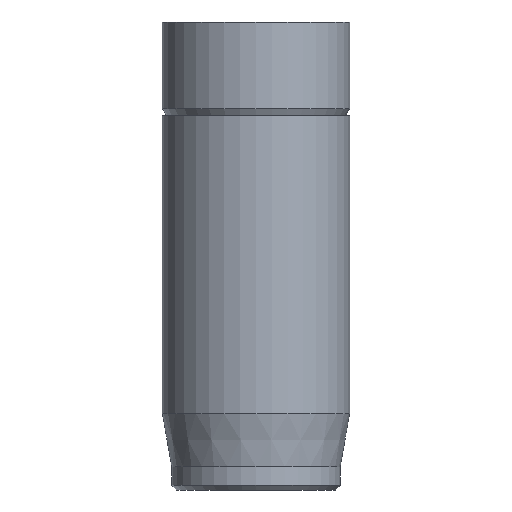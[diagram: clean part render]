
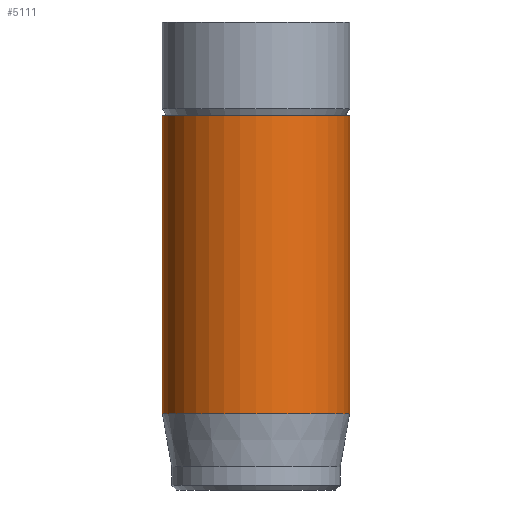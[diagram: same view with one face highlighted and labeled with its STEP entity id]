
A CAD part, front view. The second image highlights one B-rep face of the part: STEP entity #5111.
In plain terms, the highlighted cylindrical face has radius 4 mm (diameter 8 mm), a full revolution.
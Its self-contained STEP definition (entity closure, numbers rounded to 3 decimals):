
#694=CYLINDRICAL_SURFACE('',#5479,4.);
#707=FACE_OUTER_BOUND('',#1004,.T.);
#1004=EDGE_LOOP('',(#3545,#3546,#3547,#3548,#3549));
#1321=LINE('',#6355,#1740);
#1740=VECTOR('',#5661,4.);
#2156=CIRCLE('',#5461,4.);
#2165=CIRCLE('',#5477,4.);
#2166=CIRCLE('',#5478,4.);
#2178=VERTEX_POINT('',#6319);
#2187=VERTEX_POINT('',#6349);
#2188=VERTEX_POINT('',#6350);
#2710=EDGE_CURVE('',#2178,#2178,#2156,.T.);
#2724=EDGE_CURVE('',#2187,#2188,#2165,.T.);
#2725=EDGE_CURVE('',#2188,#2187,#2166,.T.);
#2727=EDGE_CURVE('',#2178,#2187,#1321,.T.);
#3545=ORIENTED_EDGE('',*,*,#2710,.T.);
#3546=ORIENTED_EDGE('',*,*,#2727,.T.);
#3547=ORIENTED_EDGE('',*,*,#2724,.T.);
#3548=ORIENTED_EDGE('',*,*,#2725,.T.);
#3549=ORIENTED_EDGE('',*,*,#2727,.F.);
#5111=ADVANCED_FACE('',(#707),#694,.T.);
#5461=AXIS2_PLACEMENT_3D('',#6320,#5617,#5618);
#5477=AXIS2_PLACEMENT_3D('',#6351,#5654,#5655);
#5478=AXIS2_PLACEMENT_3D('',#6352,#5656,#5657);
#5479=AXIS2_PLACEMENT_3D('',#6354,#5659,#5660);
#5617=DIRECTION('center_axis',(0.,0.,-1.));
#5618=DIRECTION('ref_axis',(-1.,0.,0.));
#5654=DIRECTION('center_axis',(0.,0.,1.));
#5655=DIRECTION('ref_axis',(-1.,0.,0.));
#5656=DIRECTION('center_axis',(0.,0.,1.));
#5657=DIRECTION('ref_axis',(-1.,0.,0.));
#5659=DIRECTION('center_axis',(0.,0.,1.));
#5660=DIRECTION('ref_axis',(-1.,0.,0.));
#5661=DIRECTION('',(0.,0.,-1.));
#6319=CARTESIAN_POINT('',(4.,0.,16.));
#6320=CARTESIAN_POINT('Origin',(0.,0.,16.));
#6349=CARTESIAN_POINT('',(4.,0.,3.269));
#6350=CARTESIAN_POINT('',(-4.,0.,3.269));
#6351=CARTESIAN_POINT('Origin',(0.,0.,3.269));
#6352=CARTESIAN_POINT('Origin',(0.,0.,3.269));
#6354=CARTESIAN_POINT('Origin',(0.,0.,0.));
#6355=CARTESIAN_POINT('',(4.,0.,0.));
